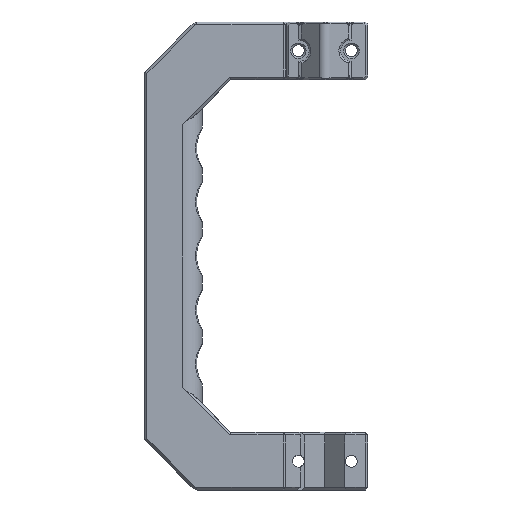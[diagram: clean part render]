
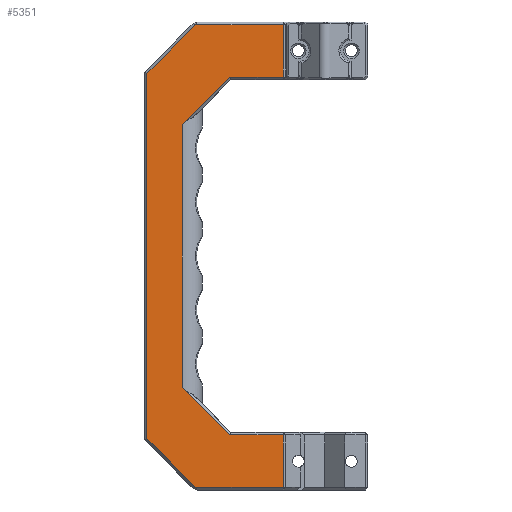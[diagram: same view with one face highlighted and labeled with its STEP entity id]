
A CAD part, left-side view. The second image highlights one B-rep face of the part: STEP entity #5351.
In plain terms, the highlighted planar face has unit normal (-1, 0, 0).
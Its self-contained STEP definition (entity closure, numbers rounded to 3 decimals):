
#223=PLANE('',#5728);
#511=FACE_OUTER_BOUND('',#825,.T.);
#825=EDGE_LOOP('',(#4574,#4575,#4576,#4577,#4578,#4579,#4580,#4581,#4582,
#4583,#4584,#4585));
#1163=LINE('',#9949,#1731);
#1172=LINE('',#9968,#1740);
#1179=LINE('',#9981,#1747);
#1181=LINE('',#9984,#1749);
#1187=LINE('',#9996,#1755);
#1295=LINE('',#10589,#1863);
#1298=LINE('',#10595,#1866);
#1299=LINE('',#10597,#1867);
#1300=LINE('',#10599,#1868);
#1301=LINE('',#10601,#1869);
#1302=LINE('',#10603,#1870);
#1303=LINE('',#10604,#1871);
#1731=VECTOR('',#6425,10.);
#1740=VECTOR('',#6442,10.);
#1747=VECTOR('',#6453,10.);
#1749=VECTOR('',#6457,10.);
#1755=VECTOR('',#6469,10.);
#1863=VECTOR('',#6735,10.);
#1866=VECTOR('',#6740,10.);
#1867=VECTOR('',#6741,10.);
#1868=VECTOR('',#6742,10.);
#1869=VECTOR('',#6743,10.);
#1870=VECTOR('',#6744,10.);
#1871=VECTOR('',#6745,10.);
#2502=VERTEX_POINT('',#9938);
#2506=VERTEX_POINT('',#9947);
#2510=VERTEX_POINT('',#9958);
#2512=VERTEX_POINT('',#9967);
#2516=VERTEX_POINT('',#9976);
#2519=VERTEX_POINT('',#9995);
#2593=VERTEX_POINT('',#10588);
#2595=VERTEX_POINT('',#10594);
#2596=VERTEX_POINT('',#10596);
#2597=VERTEX_POINT('',#10598);
#2598=VERTEX_POINT('',#10600);
#2599=VERTEX_POINT('',#10602);
#3111=EDGE_CURVE('',#2502,#2506,#1163,.T.);
#3120=EDGE_CURVE('',#2512,#2510,#1172,.T.);
#3127=EDGE_CURVE('',#2510,#2516,#1179,.T.);
#3129=EDGE_CURVE('',#2516,#2502,#1181,.T.);
#3135=EDGE_CURVE('',#2506,#2519,#1187,.T.);
#3275=EDGE_CURVE('',#2512,#2593,#1295,.T.);
#3278=EDGE_CURVE('',#2595,#2519,#1298,.T.);
#3279=EDGE_CURVE('',#2596,#2595,#1299,.T.);
#3280=EDGE_CURVE('',#2597,#2596,#1300,.T.);
#3281=EDGE_CURVE('',#2598,#2597,#1301,.T.);
#3282=EDGE_CURVE('',#2599,#2598,#1302,.T.);
#3283=EDGE_CURVE('',#2593,#2599,#1303,.T.);
#4574=ORIENTED_EDGE('',*,*,#3278,.F.);
#4575=ORIENTED_EDGE('',*,*,#3279,.F.);
#4576=ORIENTED_EDGE('',*,*,#3280,.F.);
#4577=ORIENTED_EDGE('',*,*,#3281,.F.);
#4578=ORIENTED_EDGE('',*,*,#3282,.F.);
#4579=ORIENTED_EDGE('',*,*,#3283,.F.);
#4580=ORIENTED_EDGE('',*,*,#3275,.F.);
#4581=ORIENTED_EDGE('',*,*,#3120,.T.);
#4582=ORIENTED_EDGE('',*,*,#3127,.T.);
#4583=ORIENTED_EDGE('',*,*,#3129,.T.);
#4584=ORIENTED_EDGE('',*,*,#3111,.T.);
#4585=ORIENTED_EDGE('',*,*,#3135,.T.);
#5351=ADVANCED_FACE('',(#511),#223,.F.);
#5728=AXIS2_PLACEMENT_3D('',#10593,#6738,#6739);
#6425=DIRECTION('',(0.,1.,0.));
#6442=DIRECTION('',(0.,-0.707,-0.707));
#6453=DIRECTION('',(0.,-1.,0.));
#6457=DIRECTION('',(0.,0.,1.));
#6469=DIRECTION('',(0.,0.707,0.707));
#6735=DIRECTION('',(0.,0.,1.));
#6738=DIRECTION('center_axis',(1.,0.,0.));
#6739=DIRECTION('ref_axis',(0.,0.,-1.));
#6740=DIRECTION('',(0.,0.,-1.));
#6741=DIRECTION('',(0.,0.707,-0.707));
#6742=DIRECTION('',(0.,1.,0.));
#6743=DIRECTION('',(0.,0.,-1.));
#6744=DIRECTION('',(0.,-1.,0.));
#6745=DIRECTION('',(0.,-0.707,0.707));
#9938=CARTESIAN_POINT('',(0.,23.438,-114.7));
#9947=CARTESIAN_POINT('',(0.,38.29,-114.7));
#9949=CARTESIAN_POINT('',(0.,15.5,-114.7));
#9958=CARTESIAN_POINT('',(0.,47.71,-129.3));
#9967=CARTESIAN_POINT('',(0.,61.3,-115.71));
#9968=CARTESIAN_POINT('',(0.,63.005,-114.005));
#9976=CARTESIAN_POINT('',(0.,23.438,-129.3));
#9981=CARTESIAN_POINT('',(0.,46.5,-129.3));
#9984=CARTESIAN_POINT('',(0.,23.438,-97.5));
#9995=CARTESIAN_POINT('',(0.,51.5,-101.49));
#9996=CARTESIAN_POINT('',(0.,50.995,-101.995));
#10588=CARTESIAN_POINT('',(0.,61.3,-14.29));
#10589=CARTESIAN_POINT('',(0.,61.3,-97.5));
#10593=CARTESIAN_POINT('Origin',(0.,31.,-65.));
#10594=CARTESIAN_POINT('',(0.,51.5,-28.51));
#10595=CARTESIAN_POINT('',(0.,51.5,-40.5));
#10596=CARTESIAN_POINT('',(0.,38.29,-15.3));
#10597=CARTESIAN_POINT('',(0.,50.995,-28.005));
#10598=CARTESIAN_POINT('',(0.,23.438,-15.3));
#10599=CARTESIAN_POINT('',(0.,15.5,-15.3));
#10600=CARTESIAN_POINT('',(0.,23.438,-0.7));
#10601=CARTESIAN_POINT('',(0.,23.438,-32.5));
#10602=CARTESIAN_POINT('',(0.,47.71,-0.7));
#10603=CARTESIAN_POINT('',(0.,46.5,-0.7));
#10604=CARTESIAN_POINT('',(0.,63.005,-15.995));
